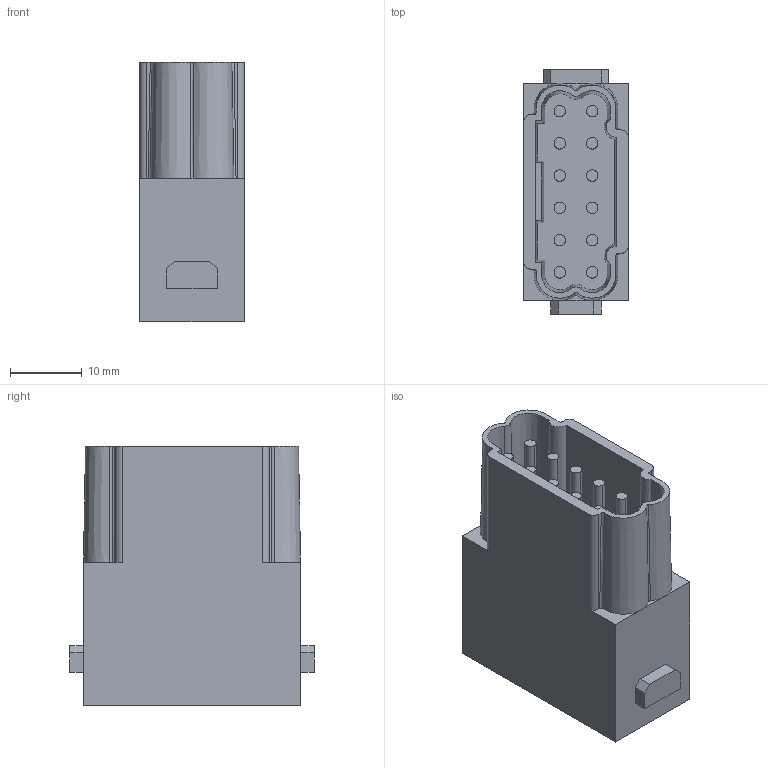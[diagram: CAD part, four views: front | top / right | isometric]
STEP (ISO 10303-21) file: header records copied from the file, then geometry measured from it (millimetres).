
FILE_DESCRIPTION(('HOOPS Exchange Step'),'2;1');
FILE_NAME('export-DB3802F2-04DA-4656-ADA1-121E47A3BBAA.stp','2022-09-30T15:35:37+02:00',('Engineering'),('Alibre'),'HOOPS Exchange 2021.0','Alibre','Unknown authorisation');
FILE_SCHEMA( ('AP242_MANAGED_MODEL_BASED_3D_ENGINEERING_MIM_LF {1 0 10303 442 1 1 4 }') );
Length unit declared in the file: millimetre
Products named in the file (2): 6065-1 Contact insert module - HC-M-12-PT-M - 1424246; 6065 Contact insert module - HC-M-12-PT-M - 1424246
Assembly tree (1 placements, depth 2):
  6065 Contact insert module - HC-M-12-PT-M - 1424246
    6065-1 Contact insert module - HC-M-12-PT-M - 1424246
Bounding box: 14.6 x 34.1 x 36.25 mm (x, y, z)
Volume: 9781.1 mm3; surface area: 7545.2 mm2
Topology: 1 solids, 1 shells, 528 faces, 1424 edges, 937 vertices
Faces by surface type: plane 306, cylinder 103, bspline 80, cone 39
Entity records: 42649 total; most frequent: CARTESIAN_POINT 30407, ORIENTED_EDGE 2848, DIRECTION 2000, EDGE_CURVE 1424, VERTEX_POINT 937, VECTOR 742, LINE 742, AXIS2_PLACEMENT_3D 629
